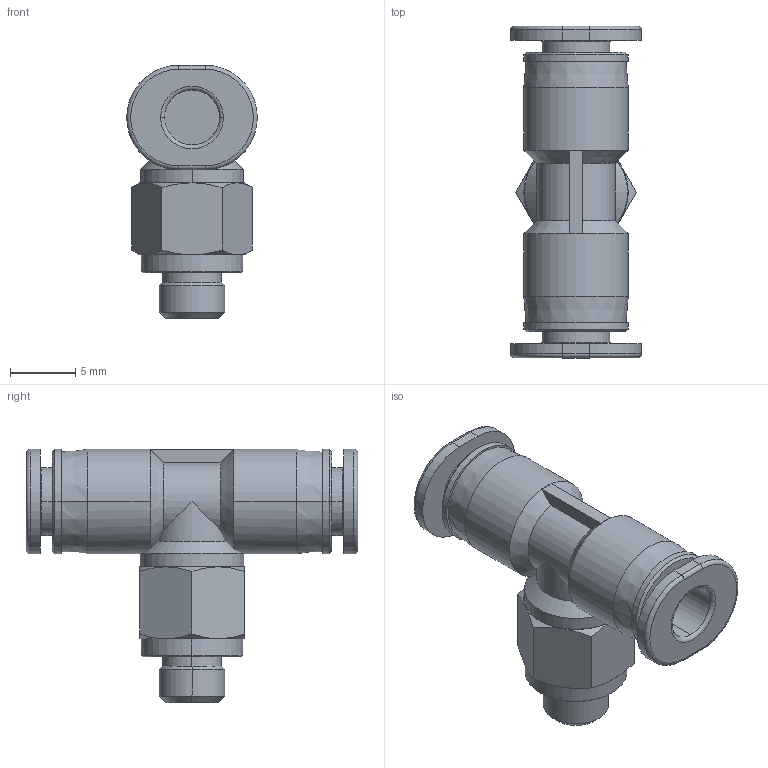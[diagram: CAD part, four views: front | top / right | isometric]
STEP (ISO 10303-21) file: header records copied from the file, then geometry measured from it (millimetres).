
FILE_DESCRIPTION((''),'2;1');
FILE_NAME('PT04M5C-mdt.stp','2017-07-24T16:58:45',(''),(''),'Mechanical Desktop 2009','Mechanical Desktop 2009',', , ');
FILE_SCHEMA(('CONFIG_CONTROL_DESIGN'));
Length unit declared in the file: millimetre
Products named in the file (6): PT04M5C-MDTA; PT04M5C-MDT; COLLAR-L04C; NLM5C; 04M3C; NLM3C-S
Assembly tree (7 placements, depth 3):
  PT04M5C-MDTA
    PT04M5C-MDT
    COLLAR-L04C  x2
    NLM5C
    04M3C
      COLLAR-L04C
      NLM3C-S
Bounding box: 10 x 25.4 x 19.4 mm (x, y, z)
Volume: 1340.3 mm3; surface area: 1528.1 mm2
Topology: 1 solids, 1 shells, 116 faces, 257 edges, 155 vertices
Faces by surface type: cylinder 38, cone 32, plane 32, torus 8, bspline 6
Entity records: 3661 total; most frequent: CARTESIAN_POINT 940, DIRECTION 592, ORIENTED_EDGE 514, AXIS2_PLACEMENT_3D 257, EDGE_CURVE 257, VERTEX_POINT 155, CIRCLE 131, EDGE_LOOP 128
